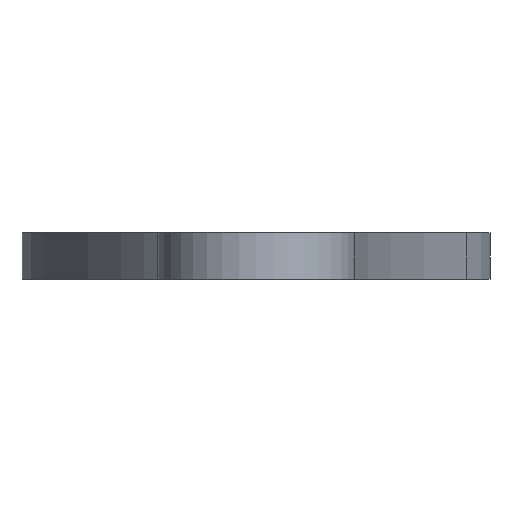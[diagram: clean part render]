
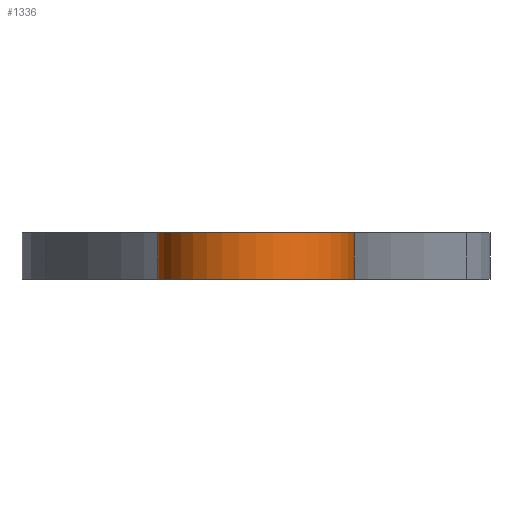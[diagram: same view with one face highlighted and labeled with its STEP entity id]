
A CAD part, left-side view. The second image highlights one B-rep face of the part: STEP entity #1336.
In plain terms, the highlighted cylindrical face has radius 3.321 mm (diameter 6.642 mm), a partial arc.
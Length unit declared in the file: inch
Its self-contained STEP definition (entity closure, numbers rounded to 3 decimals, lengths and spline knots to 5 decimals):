
#165=FACE_OUTER_BOUND('',#238,.T.);
#238=EDGE_LOOP('',(#879,#880,#881,#882));
#319=LINE('',#1685,#430);
#320=LINE('',#1688,#431);
#430=VECTOR('',#1481,39.37008);
#431=VECTOR('',#1484,39.37008);
#542=CIRCLE('',#1426,0.13075);
#543=CIRCLE('',#1427,0.13075);
#552=VERTEX_POINT('',#1681);
#553=VERTEX_POINT('',#1682);
#554=VERTEX_POINT('',#1684);
#555=VERTEX_POINT('',#1686);
#683=EDGE_CURVE('',#552,#553,#542,.T.);
#684=EDGE_CURVE('',#552,#554,#319,.T.);
#685=EDGE_CURVE('',#554,#555,#543,.T.);
#686=EDGE_CURVE('',#553,#555,#320,.T.);
#879=ORIENTED_EDGE('',*,*,#683,.F.);
#880=ORIENTED_EDGE('',*,*,#684,.T.);
#881=ORIENTED_EDGE('',*,*,#685,.T.);
#882=ORIENTED_EDGE('',*,*,#686,.F.);
#1266=CYLINDRICAL_SURFACE('',#1425,0.13075);
#1336=ADVANCED_FACE('',(#165),#1266,.T.);
#1425=AXIS2_PLACEMENT_3D('',#1680,#1477,#1478);
#1426=AXIS2_PLACEMENT_3D('',#1683,#1479,#1480);
#1427=AXIS2_PLACEMENT_3D('',#1687,#1482,#1483);
#1477=DIRECTION('center_axis',(0.,0.,
-1.));
#1478=DIRECTION('ref_axis',(-1.,0.,0.));
#1479=DIRECTION('center_axis',(0.,0.,
1.));
#1480=DIRECTION('ref_axis',(1.,0.,0.));
#1481=DIRECTION('',(0.,0.,-1.));
#1482=DIRECTION('center_axis',(0.,0.,
1.));
#1483=DIRECTION('ref_axis',(1.,0.,0.));
#1484=DIRECTION('',(0.,0.,-1.));
#1680=CARTESIAN_POINT('Origin',(-0.6875,0.,
0.0625));
#1681=CARTESIAN_POINT('',(-0.6875,0.13075,0.0625));
#1682=CARTESIAN_POINT('',(-0.6875,-0.13075,0.0625));
#1683=CARTESIAN_POINT('Origin',(-0.6875,0.,
0.0625));
#1684=CARTESIAN_POINT('',(-0.6875,0.13075,0.));
#1685=CARTESIAN_POINT('',(-0.6875,0.13075,0.0625));
#1686=CARTESIAN_POINT('',(-0.6875,-0.13075,0.));
#1687=CARTESIAN_POINT('Origin',(-0.6875,0.,
0.));
#1688=CARTESIAN_POINT('',(-0.6875,-0.13075,0.0625));
